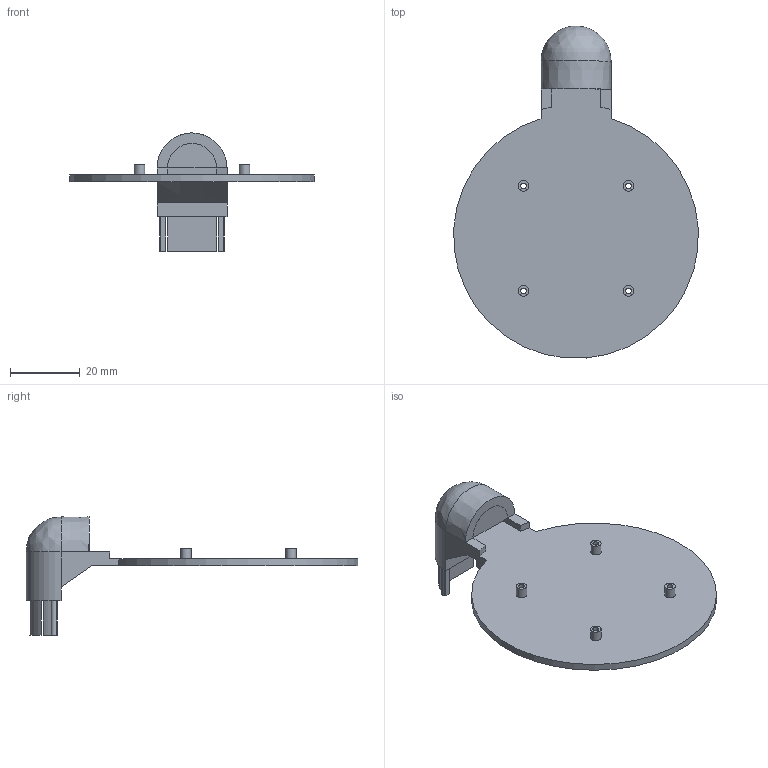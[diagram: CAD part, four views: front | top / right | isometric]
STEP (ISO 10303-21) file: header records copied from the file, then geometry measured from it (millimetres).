
FILE_DESCRIPTION(/* description */ (''),/* implementation_level */ '2;1');
FILE_NAME(/* name */ '',/* time_stamp */ '2024-08-06T20:04:01+08:00',/* author */ (''),/* organization */ (''),/* preprocessor_version */ 'ST-DEVELOPER v20',/* originating_system */ 'Autodesk Translation Framework v13.14.0.145',/* authorisation */ '');
FILE_SCHEMA (('AUTOMOTIVE_DESIGN { 1 0 10303 214 3 1 1 }'));
Length unit declared in the file: millimetre
Products named in the file (1): 3D_Board_Main_2024-08-05
Bounding box: 69.82 x 94.87 x 33.79 mm (x, y, z)
Volume: 12166.6 mm3; surface area: 11909.2 mm2
Topology: 1 solids, 1 shells, 61 faces, 147 edges, 92 vertices
Faces by surface type: plane 34, cylinder 19, cone 6, bspline 2
Full cylindrical faces by diameter (mm): 1.623 x4, 3 x4
Entity records: 1831 total; most frequent: CARTESIAN_POINT 331, DIRECTION 312, ORIENTED_EDGE 290, EDGE_CURVE 145, AXIS2_PLACEMENT_3D 108, LINE 96, VECTOR 96, VERTEX_POINT 92
